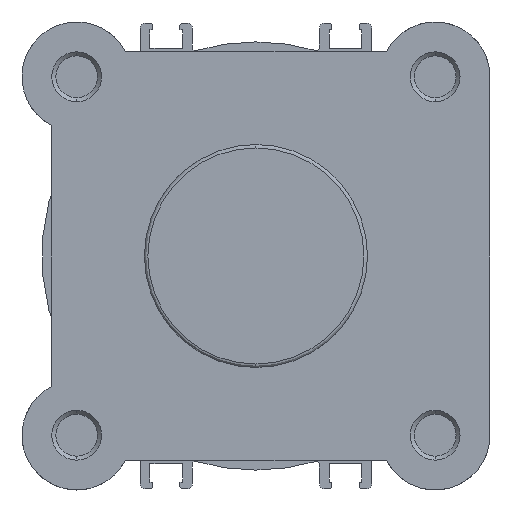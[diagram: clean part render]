
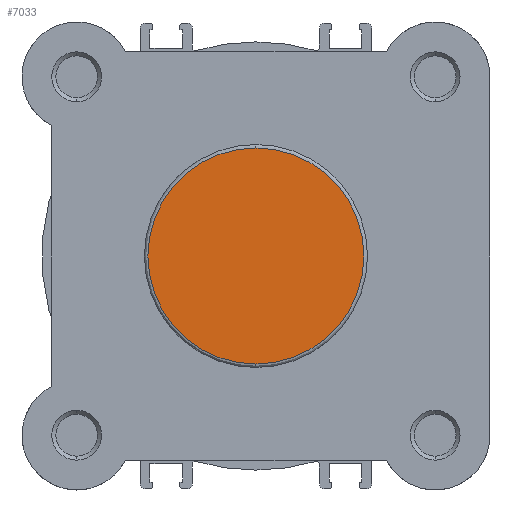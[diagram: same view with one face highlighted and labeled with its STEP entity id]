
A CAD part, left-side view. The second image highlights one B-rep face of the part: STEP entity #7033.
In plain terms, the highlighted planar face has unit normal (-1, 0, 0).
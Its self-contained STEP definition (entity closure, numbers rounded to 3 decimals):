
#49 = ORIENTED_EDGE ( 'NONE', *, *, #5967, .T. ) ;
#116 = ORIENTED_EDGE ( 'NONE', *, *, #5912, .T. ) ;
#330 = EDGE_LOOP ( 'NONE', ( #116, #49 ) ) ;
#1192 = CARTESIAN_POINT ( 'NONE',  ( 0., 0., 0. ) ) ;
#1193 = DIRECTION ( 'NONE',  ( -1., 0., 0. ) ) ;
#1194 = DIRECTION ( 'NONE',  ( 0., 0., -1. ) ) ;
#1326 = CARTESIAN_POINT ( 'NONE',  ( 0., 0., 0. ) ) ;
#1332 = DIRECTION ( 'NONE',  ( -1., 0., 0. ) ) ;
#1333 = DIRECTION ( 'NONE',  ( 0., 0., -1. ) ) ;
#2343 = FACE_OUTER_BOUND ( 'NONE', #330, .T. ) ;
#3503 = CARTESIAN_POINT ( 'NONE',  ( 0., 0., -21.7 ) ) ;
#3510 = CARTESIAN_POINT ( 'NONE',  ( 0., 0., 21.7 ) ) ;
#3753 = CARTESIAN_POINT ( 'NONE',  ( 0., 22.4, 0. ) ) ;
#3754 = PLANE ( 'NONE',  #6686 ) ;
#3756 = DIRECTION ( 'NONE',  ( 1., 0., 0. ) ) ;
#3757 = DIRECTION ( 'NONE',  ( 0., 0., -1. ) ) ;
#5350 = CIRCLE ( 'NONE', #6413, 21.7 ) ;
#5429 = CIRCLE ( 'NONE', #6443, 21.7 ) ;
#5912 = EDGE_CURVE ( 'NONE', #6937, #6944, #5350, .T. ) ;
#5967 = EDGE_CURVE ( 'NONE', #6944, #6937, #5429, .T. ) ;
#6413 = AXIS2_PLACEMENT_3D ( 'NONE', #1192, #1193, #1194 ) ;
#6443 = AXIS2_PLACEMENT_3D ( 'NONE', #1326, #1332, #1333 ) ;
#6686 = AXIS2_PLACEMENT_3D ( 'NONE', #3753, #3756, #3757 ) ;
#6937 = VERTEX_POINT ( 'NONE', #3503 ) ;
#6944 = VERTEX_POINT ( 'NONE', #3510 ) ;
#7033 = ADVANCED_FACE ( 'NONE', ( #2343 ), #3754, .F. ) ;
